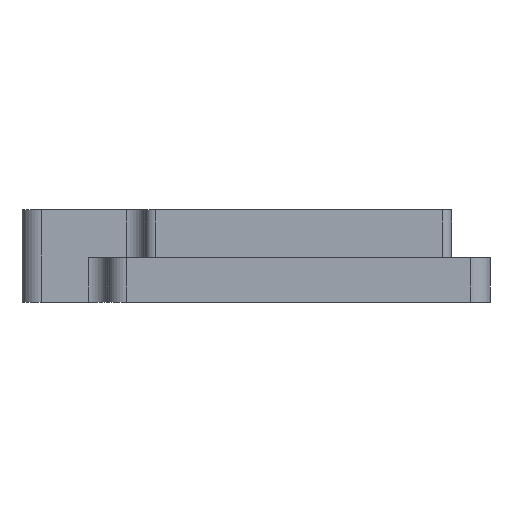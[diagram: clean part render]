
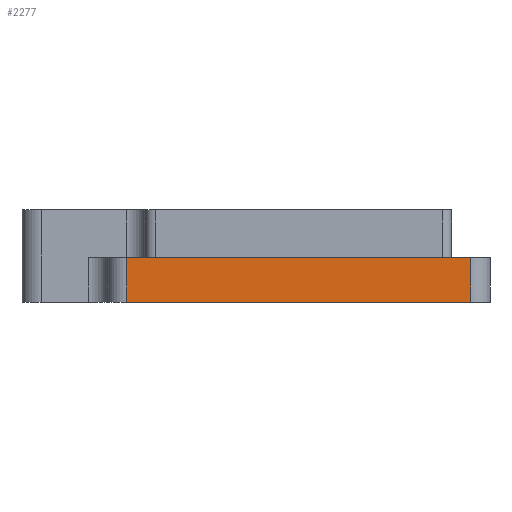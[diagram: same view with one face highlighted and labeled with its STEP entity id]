
A CAD part, left-side view. The second image highlights one B-rep face of the part: STEP entity #2277.
In plain terms, the highlighted planar face has unit normal (-1, 0, 0).
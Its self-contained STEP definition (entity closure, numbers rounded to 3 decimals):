
#80=PLANE('',#2446);
#160=FACE_OUTER_BOUND('',#291,.T.);
#291=EDGE_LOOP('',(#1632,#1633,#1634,#1635));
#481=LINE('',#3467,#704);
#483=LINE('',#3473,#706);
#484=LINE('',#3475,#707);
#485=LINE('',#3476,#708);
#704=VECTOR('',#2766,10.);
#706=VECTOR('',#2772,10.);
#707=VECTOR('',#2773,10.);
#708=VECTOR('',#2774,10.);
#1052=VERTEX_POINT('',#3464);
#1053=VERTEX_POINT('',#3466);
#1055=VERTEX_POINT('',#3472);
#1056=VERTEX_POINT('',#3474);
#1280=EDGE_CURVE('',#1052,#1053,#481,.T.);
#1283=EDGE_CURVE('',#1052,#1055,#483,.T.);
#1284=EDGE_CURVE('',#1056,#1055,#484,.T.);
#1285=EDGE_CURVE('',#1053,#1056,#485,.F.);
#1632=ORIENTED_EDGE('',*,*,#1280,.F.);
#1633=ORIENTED_EDGE('',*,*,#1283,.T.);
#1634=ORIENTED_EDGE('',*,*,#1284,.F.);
#1635=ORIENTED_EDGE('',*,*,#1285,.F.);
#2277=ADVANCED_FACE('',(#160),#80,.T.);
#2446=AXIS2_PLACEMENT_3D('',#3471,#2770,#2771);
#2766=DIRECTION('',(0.,0.,-1.));
#2770=DIRECTION('center_axis',(-1.,0.,0.));
#2771=DIRECTION('ref_axis',(0.,-1.,0.));
#2772=DIRECTION('',(0.,1.,0.));
#2773=DIRECTION('',(0.,0.,1.));
#2774=DIRECTION('',(0.,-1.,0.));
#3464=CARTESIAN_POINT('',(155.,-161.,10.74));
#3466=CARTESIAN_POINT('',(155.,-161.,1.42));
#3467=CARTESIAN_POINT('',(155.,-161.,1.62));
#3471=CARTESIAN_POINT('Origin',(155.,-85.,1.62));
#3472=CARTESIAN_POINT('',(155.,-89.,10.74));
#3473=CARTESIAN_POINT('',(155.,-100.538,10.74));
#3474=CARTESIAN_POINT('',(155.,-89.,1.42));
#3475=CARTESIAN_POINT('',(155.,-89.,1.62));
#3476=CARTESIAN_POINT('',(155.,-100.538,1.42));
